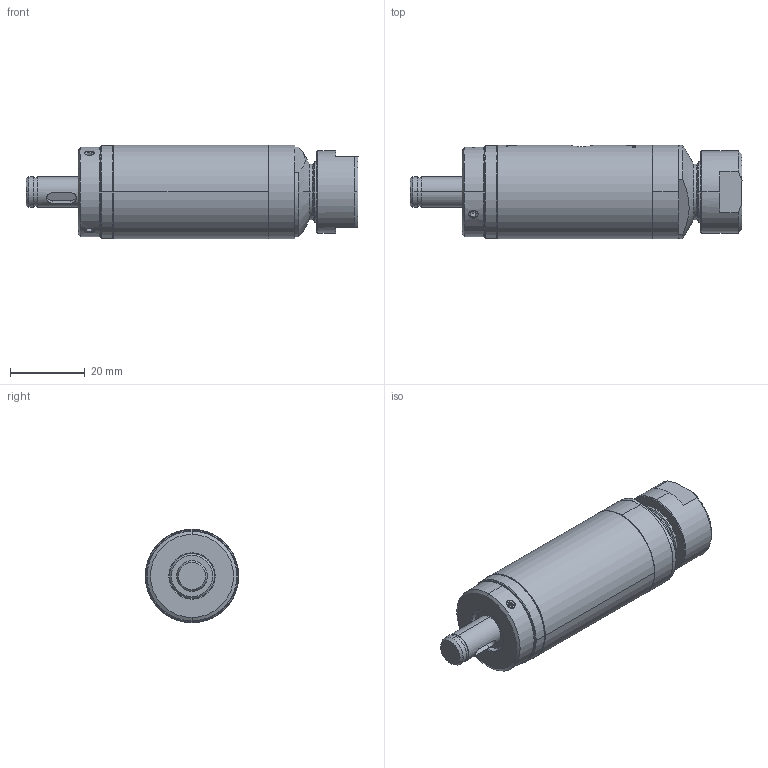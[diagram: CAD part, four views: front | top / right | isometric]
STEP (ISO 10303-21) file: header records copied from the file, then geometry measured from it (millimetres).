
FILE_DESCRIPTION (( 'STEP AP203' ), '1' );
FILE_NAME ('QUILL GE1745.STEP', '2014-01-28T09:45:18', ( 'PGM-BE' ), ( '' ), 'SwSTEP 2.0', 'SolidWorks 2011', '' );
FILE_SCHEMA (( 'CONFIG_CONTROL_DESIGN' ));
Length unit declared in the file: metre
Products named in the file (1): QUILL GE1745
Bounding box: 89 x 25 x 25 mm (x, y, z)
Surface area: 10554.8 mm2 (no closed solid volume)
Topology: 0 solids, 13 shells, 142 faces, 406 edges, 293 vertices
Faces by surface type: plane 50, cylinder 47, cone 35, bspline 10
Entity records: 5957 total; most frequent: CARTESIAN_POINT 2316, ORIENTED_EDGE 771, DIRECTION 664, EDGE_CURVE 406, VERTEX_POINT 293, AXIS2_PLACEMENT_3D 258, EDGE_LOOP 168, VECTOR 148
